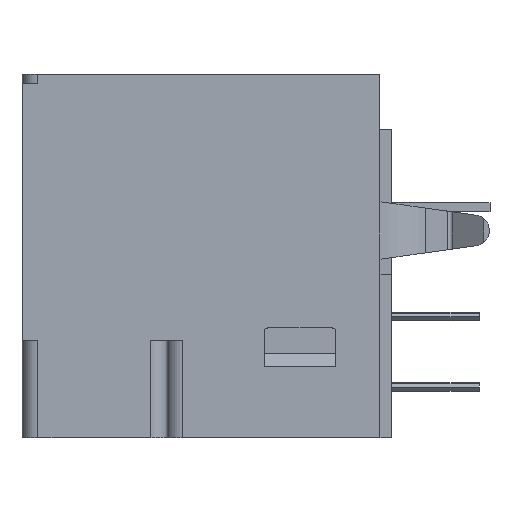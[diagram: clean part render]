
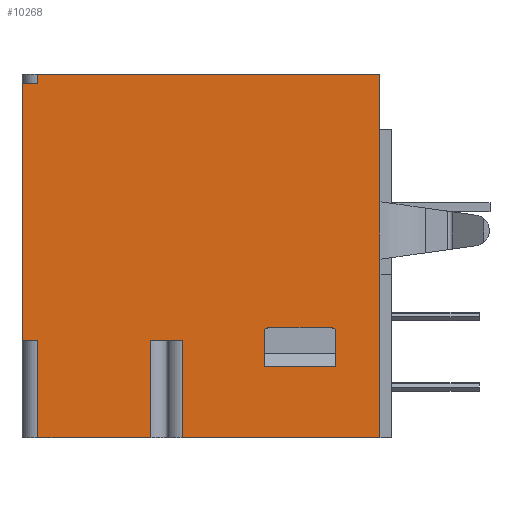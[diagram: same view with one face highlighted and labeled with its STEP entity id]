
A CAD part, left-side view. The second image highlights one B-rep face of the part: STEP entity #10268.
In plain terms, the highlighted planar face has unit normal (-1, 0, 0).
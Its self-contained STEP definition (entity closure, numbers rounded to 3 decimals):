
#1005=DIRECTION('',(0.,-1.,0.));
#1006=VECTOR('',#1005,0.561);
#1007=CARTESIAN_POINT('',(-6.988,6.683,-9.398));
#1008=LINE('',#1007,#1006);
#1019=DIRECTION('',(0.,-1.,0.));
#1020=VECTOR('',#1019,1.123);
#1021=CARTESIAN_POINT('',(-6.988,2.134,-9.398));
#1022=LINE('',#1021,#1020);
#1075=DIRECTION('',(0.,1.,0.));
#1076=VECTOR('',#1075,3.988);
#1077=CARTESIAN_POINT('',(-6.988,2.134,-12.827));
#1078=LINE('',#1077,#1076);
#1079=DIRECTION('',(0.,1.,0.));
#1080=VECTOR('',#1079,6.972);
#1081=CARTESIAN_POINT('',(-6.988,-5.961,-12.827));
#1082=LINE('',#1081,#1080);
#1189=DIRECTION('',(0.,0.,1.));
#1190=VECTOR('',#1189,3.429);
#1191=CARTESIAN_POINT('',(-6.988,6.121,-12.827));
#1192=LINE('',#1191,#1190);
#1193=DIRECTION('',(0.,0.,1.));
#1194=VECTOR('',#1193,0.32);
#1195=CARTESIAN_POINT('',(-6.988,6.121,-0.32));
#1196=LINE('',#1195,#1194);
#1202=DIRECTION('',(0.,0.,-1.));
#1203=VECTOR('',#1202,9.078);
#1204=CARTESIAN_POINT('',(-6.988,6.683,-0.32));
#1205=LINE('',#1204,#1203);
#1206=DIRECTION('',(0.,-1.,0.));
#1207=VECTOR('',#1206,12.083);
#1208=CARTESIAN_POINT('',(-6.988,6.121,0.));
#1209=LINE('',#1208,#1207);
#1210=DIRECTION('',(0.,0.,1.));
#1211=VECTOR('',#1210,4.496);
#1212=CARTESIAN_POINT('',(-6.988,-5.961,-4.496));
#1213=LINE('',#1212,#1211);
#1214=DIRECTION('',(0.,0.,-1.));
#1215=VECTOR('',#1214,2.032);
#1216=CARTESIAN_POINT('',(-6.988,-5.961,-4.496));
#1217=LINE('',#1216,#1215);
#1218=DIRECTION('',(0.,0.,1.));
#1219=VECTOR('',#1218,6.299);
#1220=CARTESIAN_POINT('',(-6.988,-5.961,-12.827));
#1221=LINE('',#1220,#1219);
#1222=DIRECTION('',(0.,0.,1.));
#1223=VECTOR('',#1222,3.429);
#1224=CARTESIAN_POINT('',(-6.988,2.134,-12.827));
#1225=LINE('',#1224,#1223);
#1226=DIRECTION('',(0.,0.,-1.));
#1227=VECTOR('',#1226,1.245);
#1228=CARTESIAN_POINT('',(-6.988,-4.407,-9.083));
#1229=LINE('',#1228,#1227);
#1230=CARTESIAN_POINT('',(-6.988,-4.28,-9.083));
#1231=DIRECTION('',(1.,0.,0.));
#1232=DIRECTION('',(0.,0.,1.));
#1233=AXIS2_PLACEMENT_3D('',#1230,#1231,#1232);
#1235=DIRECTION('',(0.,-1.,0.));
#1236=VECTOR('',#1235,2.286);
#1237=CARTESIAN_POINT('',(-6.988,-1.994,-8.956));
#1238=LINE('',#1237,#1236);
#1239=CARTESIAN_POINT('',(-6.988,-1.994,-9.083));
#1240=DIRECTION('',(1.,0.,0.));
#1241=DIRECTION('',(0.,1.,0.));
#1242=AXIS2_PLACEMENT_3D('',#1239,#1240,#1241);
#1244=DIRECTION('',(0.,0.,1.));
#1245=VECTOR('',#1244,1.245);
#1246=CARTESIAN_POINT('',(-6.988,-1.867,-10.328));
#1247=LINE('',#1246,#1245);
#1248=DIRECTION('',(0.,1.,0.));
#1249=VECTOR('',#1248,2.54);
#1250=CARTESIAN_POINT('',(-6.988,-4.407,-10.328));
#1251=LINE('',#1250,#1249);
#1264=DIRECTION('',(0.,-1.,0.));
#1265=VECTOR('',#1264,0.561);
#1266=CARTESIAN_POINT('',(-6.988,6.683,-0.32));
#1267=LINE('',#1266,#1265);
#1460=DIRECTION('',(0.,0.,1.));
#1461=VECTOR('',#1460,3.429);
#1462=CARTESIAN_POINT('',(-6.988,1.011,-12.827));
#1463=LINE('',#1462,#1461);
#7238=CARTESIAN_POINT('',(-6.988,-5.961,-12.827));
#7239=CARTESIAN_POINT('',(-6.988,1.011,-12.827));
#7240=VERTEX_POINT('',#7238);
#7241=VERTEX_POINT('',#7239);
#7242=CARTESIAN_POINT('',(-6.988,2.134,-12.827));
#7243=CARTESIAN_POINT('',(-6.988,6.121,-12.827));
#7244=VERTEX_POINT('',#7242);
#7245=VERTEX_POINT('',#7243);
#7252=CARTESIAN_POINT('',(-6.988,6.121,0.));
#7253=VERTEX_POINT('',#7252);
#7288=CARTESIAN_POINT('',(-6.988,2.134,-9.398));
#7289=CARTESIAN_POINT('',(-6.988,1.011,-9.398));
#7290=VERTEX_POINT('',#7288);
#7291=VERTEX_POINT('',#7289);
#7296=CARTESIAN_POINT('',(-6.988,6.683,-0.32));
#7297=CARTESIAN_POINT('',(-6.988,6.683,-9.398));
#7298=VERTEX_POINT('',#7296);
#7299=VERTEX_POINT('',#7297);
#7306=CARTESIAN_POINT('',(-6.988,6.121,-0.32));
#7307=VERTEX_POINT('',#7306);
#7314=CARTESIAN_POINT('',(-6.988,6.121,-9.398));
#7315=VERTEX_POINT('',#7314);
#7388=CARTESIAN_POINT('',(-6.988,-1.867,-9.083));
#7389=VERTEX_POINT('',#7388);
#7390=CARTESIAN_POINT('',(-6.988,-1.994,-8.956));
#7391=VERTEX_POINT('',#7390);
#7392=CARTESIAN_POINT('',(-6.988,-4.28,-8.956));
#7393=VERTEX_POINT('',#7392);
#7394=CARTESIAN_POINT('',(-6.988,-4.407,-9.083));
#7395=VERTEX_POINT('',#7394);
#7428=CARTESIAN_POINT('',(-6.988,-5.961,0.));
#7429=VERTEX_POINT('',#7428);
#7440=CARTESIAN_POINT('',(-6.988,-4.407,-10.328));
#7441=CARTESIAN_POINT('',(-6.988,-1.867,-10.328));
#7442=VERTEX_POINT('',#7440);
#7443=VERTEX_POINT('',#7441);
#7492=CARTESIAN_POINT('',(-6.988,-5.961,-4.496));
#7494=VERTEX_POINT('',#7492);
#7496=CARTESIAN_POINT('',(-6.988,-5.961,-6.528));
#7498=VERTEX_POINT('',#7496);
#10229=CARTESIAN_POINT('',(-6.988,-5.961,-12.827));
#10230=DIRECTION('',(-1.,0.,0.));
#10231=DIRECTION('',(0.,1.,0.));
#10232=AXIS2_PLACEMENT_3D('',#10229,#10230,#10231);
#10233=PLANE('',#10232);
#10234=ORIENTED_EDGE('',*,*,#10208,.T.);
#10235=ORIENTED_EDGE('',*,*,#10049,.F.);
#10236=ORIENTED_EDGE('',*,*,#10107,.F.);
#10238=ORIENTED_EDGE('',*,*,#10237,.T.);
#10239=ORIENTED_EDGE('',*,*,#10220,.T.);
#10240=ORIENTED_EDGE('',*,*,#9725,.T.);
#10241=ORIENTED_EDGE('',*,*,#9848,.F.);
#10243=ORIENTED_EDGE('',*,*,#10242,.T.);
#10244=ORIENTED_EDGE('',*,*,#9814,.F.);
#10245=ORIENTED_EDGE('',*,*,#10147,.T.);
#10247=ORIENTED_EDGE('',*,*,#10246,.T.);
#10248=ORIENTED_EDGE('',*,*,#10065,.F.);
#10250=ORIENTED_EDGE('',*,*,#10249,.F.);
#10251=ORIENTED_EDGE('',*,*,#10141,.T.);
#10252=EDGE_LOOP('',(#10234,#10235,#10236,#10238,#10239,#10240,#10241,#10243,
#10244,#10245,#10247,#10248,#10250,#10251));
#10253=FACE_OUTER_BOUND('',#10252,.F.);
#10255=ORIENTED_EDGE('',*,*,#10254,.F.);
#10257=ORIENTED_EDGE('',*,*,#10256,.F.);
#10259=ORIENTED_EDGE('',*,*,#10258,.F.);
#10261=ORIENTED_EDGE('',*,*,#10260,.F.);
#10263=ORIENTED_EDGE('',*,*,#10262,.F.);
#10265=ORIENTED_EDGE('',*,*,#10264,.F.);
#10266=EDGE_LOOP('',(#10255,#10257,#10259,#10261,#10263,#10265));
#10267=FACE_BOUND('',#10266,.F.);
#1234=CIRCLE('',#1233,0.127);
#1243=CIRCLE('',#1242,0.127);
#9725=EDGE_CURVE('',#7253,#7429,#1209,.T.);
#9814=EDGE_CURVE('',#7240,#7498,#1221,.T.);
#9848=EDGE_CURVE('',#7494,#7429,#1213,.T.);
#10049=EDGE_CURVE('',#7299,#7315,#1008,.T.);
#10065=EDGE_CURVE('',#7290,#7291,#1022,.T.);
#10107=EDGE_CURVE('',#7298,#7299,#1205,.T.);
#10141=EDGE_CURVE('',#7244,#7245,#1078,.T.);
#10147=EDGE_CURVE('',#7240,#7241,#1082,.T.);
#10208=EDGE_CURVE('',#7245,#7315,#1192,.T.);
#10220=EDGE_CURVE('',#7307,#7253,#1196,.T.);
#10237=EDGE_CURVE('',#7298,#7307,#1267,.T.);
#10242=EDGE_CURVE('',#7494,#7498,#1217,.T.);
#10246=EDGE_CURVE('',#7241,#7291,#1463,.T.);
#10249=EDGE_CURVE('',#7244,#7290,#1225,.T.);
#10254=EDGE_CURVE('',#7395,#7442,#1229,.T.);
#10256=EDGE_CURVE('',#7393,#7395,#1234,.T.);
#10258=EDGE_CURVE('',#7391,#7393,#1238,.T.);
#10260=EDGE_CURVE('',#7389,#7391,#1243,.T.);
#10262=EDGE_CURVE('',#7443,#7389,#1247,.T.);
#10264=EDGE_CURVE('',#7442,#7443,#1251,.T.);
#10268=ADVANCED_FACE('',(#10253,#10267),#10233,.T.);
